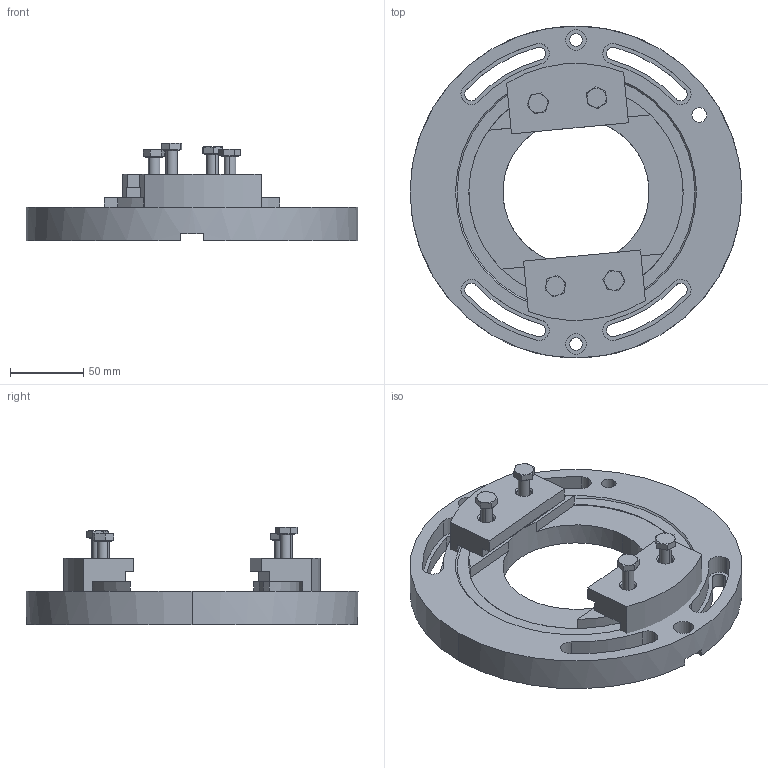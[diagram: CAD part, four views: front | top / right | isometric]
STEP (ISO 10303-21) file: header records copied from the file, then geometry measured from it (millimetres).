
FILE_DESCRIPTION (( 'STEP AP203' ), '1' );
FILE_NAME ('GT853119-09×°Åä.STEP', '2021-09-17T07:53:53', ( '' ), ( '' ), 'SwSTEP 2.0', 'SolidWorks 2012', '' );
FILE_SCHEMA (( 'CONFIG_CONTROL_DESIGN' ));
Length unit declared in the file: millimetre
Products named in the file (5): GT853119-08; hexagon head bolts--product grade c gb_GB_FASTENER_BOLT_HHBC M8X40-N; GT853119-07; GT853119-09; GT853119-09蚾饜
Assembly tree (8 placements, depth 2):
  GT853119-09蚾饜
    GT853119-09
    GT853119-08
    GT853119-07  x2
    hexagon head bolts--product grade c gb_GB_FASTENER_BOLT_HHBC M8X40-N  x4
Bounding box: 226 x 226 x 66.64 mm (x, y, z)
Volume: 688191.4 mm3; surface area: 159795 mm2
Topology: 8 solids, 8 shells, 244 faces, 578 edges, 366 vertices
Faces by surface type: cylinder 94, plane 84, cone 66
Entity records: 5461 total; most frequent: DIRECTION 920, CARTESIAN_POINT 865, ORIENTED_EDGE 776, EDGE_CURVE 388, AXIS2_PLACEMENT_3D 377, VERTEX_POINT 250, CIRCLE 210, EDGE_LOOP 196
